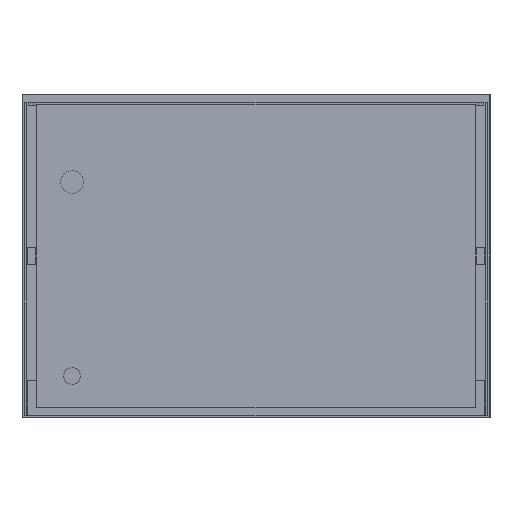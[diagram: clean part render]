
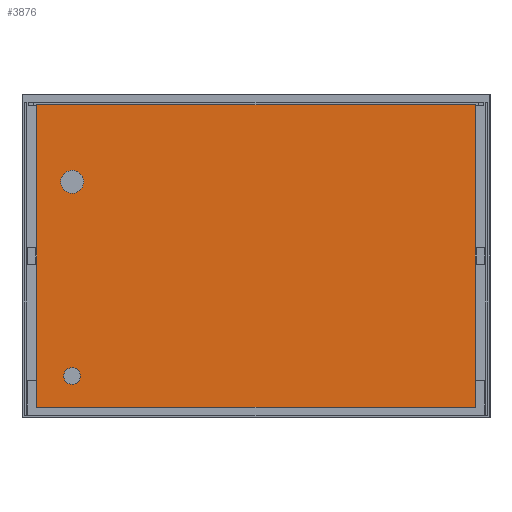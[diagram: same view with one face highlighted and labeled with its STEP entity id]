
A CAD part, front view. The second image highlights one B-rep face of the part: STEP entity #3876.
In plain terms, the highlighted planar face has unit normal (0, -1, 0).
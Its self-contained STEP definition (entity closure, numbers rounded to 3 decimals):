
#193=FACE_OUTER_BOUND('',#425,.T.);
#425=EDGE_LOOP('',(#2593,#2594,#2595,#2596));
#668=LINE('',#5484,#1163);
#672=LINE('',#5492,#1167);
#675=LINE('',#5498,#1170);
#678=LINE('',#5503,#1173);
#1163=VECTOR('',#4429,1000.);
#1167=VECTOR('',#4435,1000.);
#1170=VECTOR('',#4440,1000.);
#1173=VECTOR('',#4445,1000.);
#1658=VERTEX_POINT('',#5482);
#1659=VERTEX_POINT('',#5483);
#1662=VERTEX_POINT('',#5491);
#1664=VERTEX_POINT('',#5497);
#2026=EDGE_CURVE('',#1658,#1659,#668,.T.);
#2030=EDGE_CURVE('',#1659,#1662,#672,.T.);
#2033=EDGE_CURVE('',#1662,#1664,#675,.T.);
#2036=EDGE_CURVE('',#1664,#1658,#678,.T.);
#2593=ORIENTED_EDGE('',*,*,#2026,.F.);
#2594=ORIENTED_EDGE('',*,*,#2036,.F.);
#2595=ORIENTED_EDGE('',*,*,#2033,.F.);
#2596=ORIENTED_EDGE('',*,*,#2030,.F.);
#3660=PLANE('',#4151);
#3876=ADVANCED_FACE('',(#193),#3660,.F.);
#4151=AXIS2_PLACEMENT_3D('',#5514,#4453,#4454);
#4429=DIRECTION('',(0.,0.,-1.));
#4435=DIRECTION('',(-1.,0.,0.));
#4440=DIRECTION('',(0.,0.,1.));
#4445=DIRECTION('',(1.,0.,0.));
#4453=DIRECTION('center_axis',(0.,1.,0.));
#4454=DIRECTION('ref_axis',(0.,0.,1.));
#5482=CARTESIAN_POINT('',(525.,0.,362.5));
#5483=CARTESIAN_POINT('',(525.,0.,-362.5));
#5484=CARTESIAN_POINT('',(525.,0.,-362.5));
#5491=CARTESIAN_POINT('',(-525.,0.,-362.5));
#5492=CARTESIAN_POINT('',(-525.,0.,-362.5));
#5497=CARTESIAN_POINT('',(-525.,0.,362.5));
#5498=CARTESIAN_POINT('',(-525.,0.,-362.5));
#5503=CARTESIAN_POINT('',(-525.,0.,362.5));
#5514=CARTESIAN_POINT('Origin',(0.,0.,0.));
